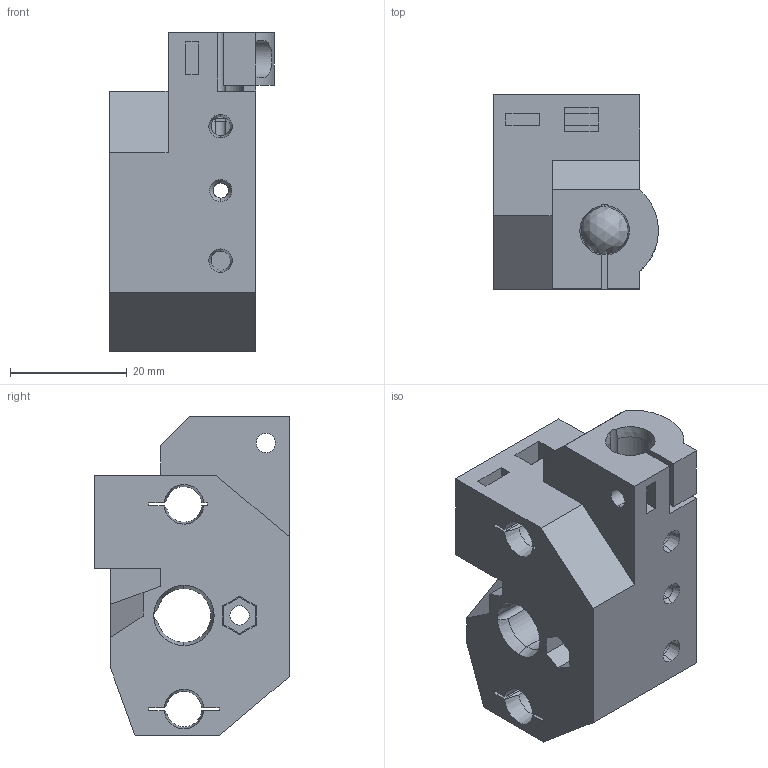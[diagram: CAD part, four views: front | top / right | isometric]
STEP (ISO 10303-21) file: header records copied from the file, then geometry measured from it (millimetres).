
FILE_DESCRIPTION (( 'STEP AP214' ), '1' );
FILE_NAME ('mmu2-selector-finda(M1).STEP', '2018-08-31T12:11:25', ( '' ), ( '' ), 'SwSTEP 2.0', 'SolidWorks 2017', '' );
FILE_SCHEMA (( 'AUTOMOTIVE_DESIGN' ));
Length unit declared in the file: inch
Products named in the file (1): mmu2-selector-finda(M1)
Bounding box: 28.2 x 33.25 x 54.5 mm (x, y, z)
Surface area: 11987.9 mm2 (no closed solid volume)
Topology: 0 solids, 9 shells, 285 faces, 818 edges, 526 vertices
Faces by surface type: plane 164, cylinder 65, cone 51, bspline 5
Entity records: 9891 total; most frequent: CARTESIAN_POINT 2496, ORIENTED_EDGE 1570, DIRECTION 1470, EDGE_CURVE 801, VERTEX_POINT 524, VECTOR 498, LINE 498, AXIS2_PLACEMENT_3D 486
